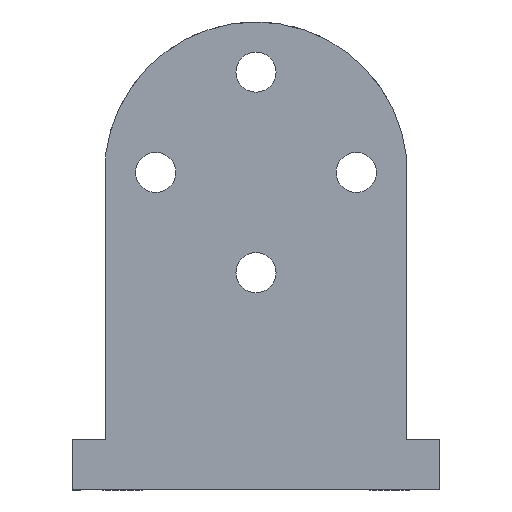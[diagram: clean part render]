
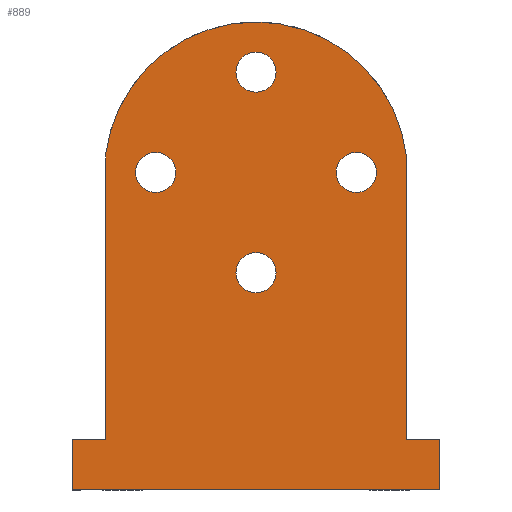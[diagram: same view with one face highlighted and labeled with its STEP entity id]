
A CAD part, left-side view. The second image highlights one B-rep face of the part: STEP entity #889.
In plain terms, the highlighted planar face has unit normal (-1, 0, 0).
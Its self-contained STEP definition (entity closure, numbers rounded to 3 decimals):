
#1 = VERTEX_POINT ( 'NONE', #261 ) ;
#13 = EDGE_CURVE ( 'NONE', #1544, #39, #990, .T. ) ;
#19 = AXIS2_PLACEMENT_3D ( 'NONE', #266, #1663, #1431 ) ;
#20 = VECTOR ( 'NONE', #1804, 1000. ) ;
#39 = VERTEX_POINT ( 'NONE', #984 ) ;
#43 = DIRECTION ( 'NONE',  ( 1., 0., 0. ) ) ;
#44 = VERTEX_POINT ( 'NONE', #1806 ) ;
#58 = EDGE_CURVE ( 'NONE', #1021, #1492, #1781, .T. ) ;
#61 = CARTESIAN_POINT ( 'NONE',  ( -12.25, 231.223, 64.936 ) ) ;
#79 = CARTESIAN_POINT ( 'NONE',  ( -12.25, 211.223, 47.893 ) ) ;
#85 = EDGE_CURVE ( 'NONE', #1946, #1294, #1854, .T. ) ;
#142 = CIRCLE ( 'NONE', #421, 1.2 ) ;
#144 = FACE_OUTER_BOUND ( 'NONE', #778, .T. ) ;
#146 = VECTOR ( 'NONE', #203, 1000. ) ;
#175 = ORIENTED_EDGE ( 'NONE', *, *, #13, .T. ) ;
#177 = VECTOR ( 'NONE', #2108, 1000. ) ;
#179 = AXIS2_PLACEMENT_3D ( 'NONE', #1373, #1833, #806 ) ;
#181 = CARTESIAN_POINT ( 'NONE',  ( -12.25, 228.222, 63.893 ) ) ;
#194 = CARTESIAN_POINT ( 'NONE',  ( -12.25, 213.223, 64.839 ) ) ;
#203 = DIRECTION ( 'NONE',  ( 0., -1., 0. ) ) ;
#205 = EDGE_LOOP ( 'NONE', ( #2162, #981 ) ) ;
#208 = DIRECTION ( 'NONE',  ( 0., 0., -1. ) ) ;
#238 = DIRECTION ( 'NONE',  ( 0., 0., 1. ) ) ;
#247 = VECTOR ( 'NONE', #238, 1000. ) ;
#261 = CARTESIAN_POINT ( 'NONE',  ( -12.25, 222.222, 71.093 ) ) ;
#266 = CARTESIAN_POINT ( 'NONE',  ( -12.25, 216.223, 63.893 ) ) ;
#270 = CARTESIAN_POINT ( 'NONE',  ( -12.25, 213.223, 47.893 ) ) ;
#271 = DIRECTION ( 'NONE',  ( 0., 0., -1. ) ) ;
#275 = CARTESIAN_POINT ( 'NONE',  ( -12.25, 222.222, 56.693 ) ) ;
#286 = DIRECTION ( 'NONE',  ( -1., 0., 0. ) ) ;
#312 = DIRECTION ( 'NONE',  ( -1., 0., 0. ) ) ;
#385 = DIRECTION ( 'NONE',  ( 1., 0., 0. ) ) ;
#404 = EDGE_CURVE ( 'NONE', #439, #1797, #1783, .T. ) ;
#412 = DIRECTION ( 'NONE',  ( 1., 0., 0. ) ) ;
#414 = EDGE_CURVE ( 'NONE', #1239, #785, #741, .T. ) ;
#421 = AXIS2_PLACEMENT_3D ( 'NONE', #181, #43, #1740 ) ;
#424 = VERTEX_POINT ( 'NONE', #1451 ) ;
#436 = EDGE_LOOP ( 'NONE', ( #175, #1299 ) ) ;
#439 = VERTEX_POINT ( 'NONE', #1698 ) ;
#441 = ORIENTED_EDGE ( 'NONE', *, *, #1926, .T. ) ;
#451 = DIRECTION ( 'NONE',  ( 0., -1., 0. ) ) ;
#455 = AXIS2_PLACEMENT_3D ( 'NONE', #2159, #286, #631 ) ;
#463 = AXIS2_PLACEMENT_3D ( 'NONE', #1350, #312, #648 ) ;
#470 = ORIENTED_EDGE ( 'NONE', *, *, #891, .F. ) ;
#487 = VERTEX_POINT ( 'NONE', #635 ) ;
#502 = LINE ( 'NONE', #1499, #881 ) ;
#556 = ORIENTED_EDGE ( 'NONE', *, *, #1158, .T. ) ;
#562 = AXIS2_PLACEMENT_3D ( 'NONE', #1384, #865, #1035 ) ;
#589 = ORIENTED_EDGE ( 'NONE', *, *, #1147, .T. ) ;
#624 = EDGE_CURVE ( 'NONE', #487, #815, #1536, .T. ) ;
#631 = DIRECTION ( 'NONE',  ( 0., 0., 1. ) ) ;
#633 = FACE_BOUND ( 'NONE', #658, .T. ) ;
#635 = CARTESIAN_POINT ( 'NONE',  ( -12.25, 222.222, 59.093 ) ) ;
#648 = DIRECTION ( 'NONE',  ( 0., 0., 1. ) ) ;
#658 = EDGE_LOOP ( 'NONE', ( #1002, #1474 ) ) ;
#662 = CARTESIAN_POINT ( 'NONE',  ( -12.25, 211.223, 44.893 ) ) ;
#690 = EDGE_CURVE ( 'NONE', #39, #1544, #142, .T. ) ;
#733 = VECTOR ( 'NONE', #1511, 1000. ) ;
#741 = LINE ( 'NONE', #2129, #177 ) ;
#778 = EDGE_LOOP ( 'NONE', ( #470, #2206, #441, #1653, #792, #1256, #589, #1443, #1786 ) ) ;
#781 = LINE ( 'NONE', #1288, #20 ) ;
#782 = CARTESIAN_POINT ( 'NONE',  ( -12.25, 222.228, 72.893 ) ) ;
#785 = VERTEX_POINT ( 'NONE', #79 ) ;
#792 = ORIENTED_EDGE ( 'NONE', *, *, #1296, .F. ) ;
#806 = DIRECTION ( 'NONE',  ( 0., 0., 1. ) ) ;
#807 = DIRECTION ( 'NONE',  ( 0., 0., -1. ) ) ;
#815 = VERTEX_POINT ( 'NONE', #275 ) ;
#853 = CIRCLE ( 'NONE', #1646, 1.2 ) ;
#856 = EDGE_CURVE ( 'NONE', #44, #424, #1292, .T. ) ;
#865 = DIRECTION ( 'NONE',  ( 1., 0., 0. ) ) ;
#881 = VECTOR ( 'NONE', #451, 1000. ) ;
#889 = ADVANCED_FACE ( 'NONE', ( #2196, #1681, #2187, #633, #144 ), #1332, .T. ) ;
#891 = EDGE_CURVE ( 'NONE', #424, #1902, #502, .T. ) ;
#957 = VECTOR ( 'NONE', #2120, 1000. ) ;
#981 = ORIENTED_EDGE ( 'NONE', *, *, #404, .T. ) ;
#984 = CARTESIAN_POINT ( 'NONE',  ( -12.25, 228.222, 65.093 ) ) ;
#990 = CIRCLE ( 'NONE', #1386, 1.2 ) ;
#1001 = CIRCLE ( 'NONE', #1142, 1.2 ) ;
#1002 = ORIENTED_EDGE ( 'NONE', *, *, #1837, .T. ) ;
#1021 = VERTEX_POINT ( 'NONE', #782 ) ;
#1028 = CIRCLE ( 'NONE', #1642, 1.2 ) ;
#1035 = DIRECTION ( 'NONE',  ( 0., 0., -1. ) ) ;
#1061 = CARTESIAN_POINT ( 'NONE',  ( -12.25, 216.223, 62.693 ) ) ;
#1078 = EDGE_CURVE ( 'NONE', #1797, #439, #853, .T. ) ;
#1086 = CARTESIAN_POINT ( 'NONE',  ( -12.25, 222.222, 68.693 ) ) ;
#1142 = AXIS2_PLACEMENT_3D ( 'NONE', #1844, #1179, #1509 ) ;
#1147 = EDGE_CURVE ( 'NONE', #1294, #1021, #1824, .T. ) ;
#1158 = EDGE_CURVE ( 'NONE', #1, #1537, #1001, .T. ) ;
#1179 = DIRECTION ( 'NONE',  ( 1., 0., 0. ) ) ;
#1239 = VERTEX_POINT ( 'NONE', #662 ) ;
#1256 = ORIENTED_EDGE ( 'NONE', *, *, #85, .T. ) ;
#1286 = CARTESIAN_POINT ( 'NONE',  ( -12.25, 228.222, 62.693 ) ) ;
#1288 = CARTESIAN_POINT ( 'NONE',  ( -12.25, 233.223, 44.893 ) ) ;
#1292 = LINE ( 'NONE', #1462, #247 ) ;
#1294 = VERTEX_POINT ( 'NONE', #194 ) ;
#1296 = EDGE_CURVE ( 'NONE', #1946, #785, #1753, .T. ) ;
#1299 = ORIENTED_EDGE ( 'NONE', *, *, #690, .T. ) ;
#1312 = CARTESIAN_POINT ( 'NONE',  ( -12.25, 228.222, 63.893 ) ) ;
#1332 = PLANE ( 'NONE',  #463 ) ;
#1350 = CARTESIAN_POINT ( 'NONE',  ( -12.25, 233.223, 44.893 ) ) ;
#1373 = CARTESIAN_POINT ( 'NONE',  ( -12.25, 222.228, 63.831 ) ) ;
#1380 = CARTESIAN_POINT ( 'NONE',  ( -12.25, 233.223, 47.893 ) ) ;
#1384 = CARTESIAN_POINT ( 'NONE',  ( -12.25, 222.222, 57.893 ) ) ;
#1386 = AXIS2_PLACEMENT_3D ( 'NONE', #1312, #1640, #807 ) ;
#1411 = CARTESIAN_POINT ( 'NONE',  ( -12.25, 222.222, 57.893 ) ) ;
#1415 = EDGE_CURVE ( 'NONE', #1537, #1, #2101, .T. ) ;
#1431 = DIRECTION ( 'NONE',  ( 0., 0., -1. ) ) ;
#1433 = CARTESIAN_POINT ( 'NONE',  ( -12.25, 231.223, 64.936 ) ) ;
#1442 = DIRECTION ( 'NONE',  ( 0., 0., -1. ) ) ;
#1443 = ORIENTED_EDGE ( 'NONE', *, *, #58, .T. ) ;
#1446 = CARTESIAN_POINT ( 'NONE',  ( -12.25, 216.223, 63.893 ) ) ;
#1451 = CARTESIAN_POINT ( 'NONE',  ( -12.25, 233.223, 47.893 ) ) ;
#1462 = CARTESIAN_POINT ( 'NONE',  ( -12.25, 233.223, 44.893 ) ) ;
#1474 = ORIENTED_EDGE ( 'NONE', *, *, #624, .T. ) ;
#1483 = CARTESIAN_POINT ( 'NONE',  ( -12.25, 213.223, 47.893 ) ) ;
#1492 = VERTEX_POINT ( 'NONE', #61 ) ;
#1499 = CARTESIAN_POINT ( 'NONE',  ( -12.25, 233.223, 47.893 ) ) ;
#1509 = DIRECTION ( 'NONE',  ( 0., 0., -1. ) ) ;
#1511 = DIRECTION ( 'NONE',  ( 0., 0., 1. ) ) ;
#1521 = EDGE_CURVE ( 'NONE', #1492, #1902, #1936, .T. ) ;
#1536 = CIRCLE ( 'NONE', #562, 1.2 ) ;
#1537 = VERTEX_POINT ( 'NONE', #1086 ) ;
#1544 = VERTEX_POINT ( 'NONE', #1286 ) ;
#1573 = AXIS2_PLACEMENT_3D ( 'NONE', #1652, #2143, #1442 ) ;
#1640 = DIRECTION ( 'NONE',  ( 1., 0., 0. ) ) ;
#1642 = AXIS2_PLACEMENT_3D ( 'NONE', #1411, #385, #208 ) ;
#1646 = AXIS2_PLACEMENT_3D ( 'NONE', #1446, #412, #271 ) ;
#1652 = CARTESIAN_POINT ( 'NONE',  ( -12.25, 222.222, 69.893 ) ) ;
#1653 = ORIENTED_EDGE ( 'NONE', *, *, #414, .T. ) ;
#1663 = DIRECTION ( 'NONE',  ( 1., 0., 0. ) ) ;
#1681 = FACE_BOUND ( 'NONE', #1976, .T. ) ;
#1698 = CARTESIAN_POINT ( 'NONE',  ( -12.25, 216.223, 65.093 ) ) ;
#1740 = DIRECTION ( 'NONE',  ( 0., 0., -1. ) ) ;
#1753 = LINE ( 'NONE', #1380, #146 ) ;
#1781 = CIRCLE ( 'NONE', #455, 9.062 ) ;
#1783 = CIRCLE ( 'NONE', #19, 1.2 ) ;
#1786 = ORIENTED_EDGE ( 'NONE', *, *, #1521, .T. ) ;
#1797 = VERTEX_POINT ( 'NONE', #1061 ) ;
#1804 = DIRECTION ( 'NONE',  ( 0., -1., 0. ) ) ;
#1806 = CARTESIAN_POINT ( 'NONE',  ( -12.25, 233.223, 44.893 ) ) ;
#1824 = CIRCLE ( 'NONE', #179, 9.062 ) ;
#1833 = DIRECTION ( 'NONE',  ( -1., 0., 0. ) ) ;
#1837 = EDGE_CURVE ( 'NONE', #815, #487, #1028, .T. ) ;
#1844 = CARTESIAN_POINT ( 'NONE',  ( -12.25, 222.222, 69.893 ) ) ;
#1854 = LINE ( 'NONE', #1483, #733 ) ;
#1902 = VERTEX_POINT ( 'NONE', #1994 ) ;
#1926 = EDGE_CURVE ( 'NONE', #44, #1239, #781, .T. ) ;
#1936 = LINE ( 'NONE', #1433, #957 ) ;
#1946 = VERTEX_POINT ( 'NONE', #270 ) ;
#1976 = EDGE_LOOP ( 'NONE', ( #2045, #556 ) ) ;
#1994 = CARTESIAN_POINT ( 'NONE',  ( -12.25, 231.223, 47.893 ) ) ;
#2045 = ORIENTED_EDGE ( 'NONE', *, *, #1415, .T. ) ;
#2101 = CIRCLE ( 'NONE', #1573, 1.2 ) ;
#2108 = DIRECTION ( 'NONE',  ( 0., 0., 1. ) ) ;
#2120 = DIRECTION ( 'NONE',  ( 0., 0., -1. ) ) ;
#2129 = CARTESIAN_POINT ( 'NONE',  ( -12.25, 211.223, 44.893 ) ) ;
#2143 = DIRECTION ( 'NONE',  ( 1., 0., 0. ) ) ;
#2159 = CARTESIAN_POINT ( 'NONE',  ( -12.25, 222.228, 63.831 ) ) ;
#2162 = ORIENTED_EDGE ( 'NONE', *, *, #1078, .T. ) ;
#2187 = FACE_BOUND ( 'NONE', #205, .T. ) ;
#2196 = FACE_BOUND ( 'NONE', #436, .T. ) ;
#2206 = ORIENTED_EDGE ( 'NONE', *, *, #856, .F. ) ;
